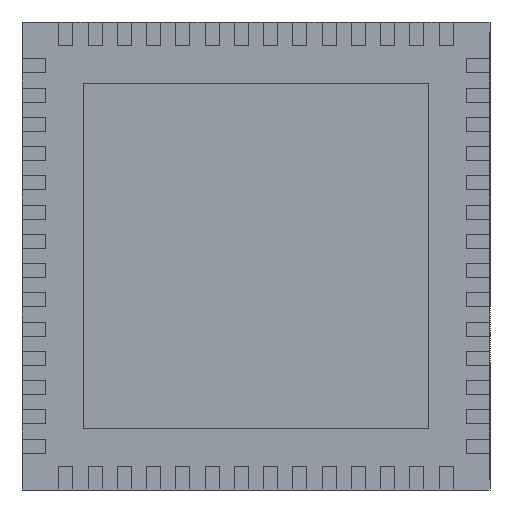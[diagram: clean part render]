
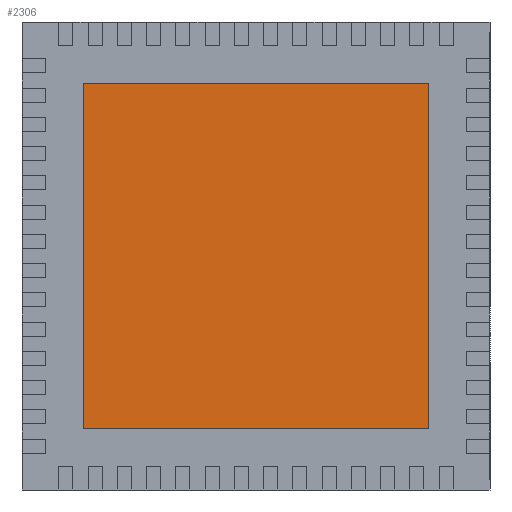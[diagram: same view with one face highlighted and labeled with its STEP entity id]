
A CAD part, front view. The second image highlights one B-rep face of the part: STEP entity #2306.
In plain terms, the highlighted planar face has unit normal (0, -1, 0).
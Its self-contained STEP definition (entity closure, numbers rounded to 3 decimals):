
#135 = VECTOR ( 'NONE', #15365, 1000. ) ;
#156 = DIRECTION ( 'NONE',  ( 0., 0., 1. ) ) ;
#470 = VECTOR ( 'NONE', #156, 1000. ) ;
#1632 = LINE ( 'NONE', #4009, #8486 ) ;
#1657 = FACE_OUTER_BOUND ( 'NONE', #7659, .T. ) ;
#1953 = DIRECTION ( 'NONE',  ( -1., 0., 0. ) ) ;
#2306 = ADVANCED_FACE ( 'NONE', ( #1657 ), #2405, .T. ) ;
#2405 = PLANE ( 'NONE',  #15508 ) ;
#3212 = CARTESIAN_POINT ( 'NONE',  ( 2.95, 0., 2.95 ) ) ;
#3846 = DIRECTION ( 'NONE',  ( 0., 0., -1. ) ) ;
#3984 = CARTESIAN_POINT ( 'NONE',  ( 2.95, 0., -2.95 ) ) ;
#4009 = CARTESIAN_POINT ( 'NONE',  ( -2.95, 0., -2.95 ) ) ;
#4556 = EDGE_CURVE ( 'NONE', #15512, #14658, #11460, .T. ) ;
#4880 = VERTEX_POINT ( 'NONE', #6708 ) ;
#4917 = EDGE_CURVE ( 'NONE', #6051, #15512, #8339, .T. ) ;
#5053 = CARTESIAN_POINT ( 'NONE',  ( 0., 0., 0. ) ) ;
#5530 = ORIENTED_EDGE ( 'NONE', *, *, #4556, .T. ) ;
#5619 = CARTESIAN_POINT ( 'NONE',  ( 2.95, 0., -2.95 ) ) ;
#5931 = LINE ( 'NONE', #5619, #135 ) ;
#6051 = VERTEX_POINT ( 'NONE', #6493 ) ;
#6493 = CARTESIAN_POINT ( 'NONE',  ( 2.95, 0., -2.95 ) ) ;
#6708 = CARTESIAN_POINT ( 'NONE',  ( -2.95, 0., -2.95 ) ) ;
#7074 = ORIENTED_EDGE ( 'NONE', *, *, #7489, .T. ) ;
#7489 = EDGE_CURVE ( 'NONE', #4880, #6051, #5931, .T. ) ;
#7659 = EDGE_LOOP ( 'NONE', ( #10084, #7074, #13692, #5530 ) ) ;
#7720 = DIRECTION ( 'NONE',  ( 0., -1., 0. ) ) ;
#8281 = CARTESIAN_POINT ( 'NONE',  ( -2.95, 0., 2.95 ) ) ;
#8339 = LINE ( 'NONE', #3984, #470 ) ;
#8486 = VECTOR ( 'NONE', #11693, 1000. ) ;
#10084 = ORIENTED_EDGE ( 'NONE', *, *, #10325, .T. ) ;
#10325 = EDGE_CURVE ( 'NONE', #14658, #4880, #1632, .T. ) ;
#11460 = LINE ( 'NONE', #3212, #11860 ) ;
#11693 = DIRECTION ( 'NONE',  ( 0., 0., -1. ) ) ;
#11860 = VECTOR ( 'NONE', #1953, 1000. ) ;
#13692 = ORIENTED_EDGE ( 'NONE', *, *, #4917, .T. ) ;
#14658 = VERTEX_POINT ( 'NONE', #8281 ) ;
#15365 = DIRECTION ( 'NONE',  ( 1., 0., 0. ) ) ;
#15508 = AXIS2_PLACEMENT_3D ( 'NONE', #5053, #7720, #3846 ) ;
#15512 = VERTEX_POINT ( 'NONE', #16444 ) ;
#16444 = CARTESIAN_POINT ( 'NONE',  ( 2.95, 0., 2.95 ) ) ;
